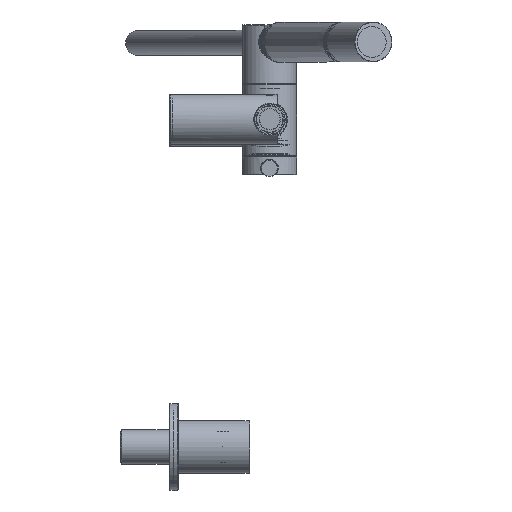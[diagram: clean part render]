
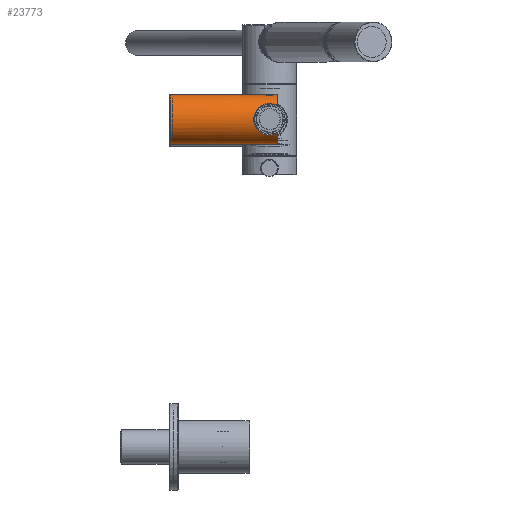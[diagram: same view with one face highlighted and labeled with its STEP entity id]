
A CAD part, top view. The second image highlights one B-rep face of the part: STEP entity #23773.
In plain terms, the highlighted cylindrical face has radius 15 mm (diameter 30 mm), a full revolution.
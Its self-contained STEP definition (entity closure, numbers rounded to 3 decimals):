
#3865=CIRCLE('',#25282,15.);
#3866=CIRCLE('',#25283,15.);
#3867=CIRCLE('',#25284,15.);
#4675=ORIENTED_EDGE('',*,*,#10711,.F.);
#4676=ORIENTED_EDGE('',*,*,#10712,.T.);
#4677=ORIENTED_EDGE('',*,*,#10713,.T.);
#4678=ORIENTED_EDGE('',*,*,#10714,.T.);
#4679=ORIENTED_EDGE('',*,*,#10715,.T.);
#4680=ORIENTED_EDGE('',*,*,#10716,.T.);
#10711=EDGE_CURVE('',#13729,#13729,#15780,.T.);
#10712=EDGE_CURVE('',#13730,#13731,#15781,.T.);
#10713=EDGE_CURVE('',#13731,#13732,#3865,.T.);
#10714=EDGE_CURVE('',#13732,#13733,#15782,.T.);
#10715=EDGE_CURVE('',#13733,#13730,#3866,.T.);
#10716=EDGE_CURVE('',#13734,#13734,#3867,.F.);
#13729=VERTEX_POINT('',#32951);
#13730=VERTEX_POINT('',#32971);
#13731=VERTEX_POINT('',#32972);
#13732=VERTEX_POINT('',#32974);
#13733=VERTEX_POINT('',#32994);
#13734=VERTEX_POINT('',#32997);
#15780=B_SPLINE_CURVE_WITH_KNOTS('',3,(#32939,#32940,#32941,#32942,#32943,
#32944,#32945,#32946,#32947,#32948,#32949,#32950),.UNSPECIFIED.,.T.,.F.,
(1,1,1,1,1,1,1,1,1,1,1,1,1,1,1,1),(-0.005,-0.004,
-0.002,0.,0.002,0.004,0.006,
0.008,0.01,0.011,0.012,
0.014,0.016,0.017,0.019,
0.021),.UNSPECIFIED.);
#15781=B_SPLINE_CURVE_WITH_KNOTS('',3,(#32952,#32953,#32954,#32955,#32956,
#32957,#32958,#32959,#32960,#32961,#32962,#32963,#32964,#32965,#32966,#32967,
#32968,#32969,#32970),.UNSPECIFIED.,.F.,.F.,(4,1,1,1,1,1,1,1,1,1,1,1,1,
1,1,1,4),(0.,0.003,0.005,0.008,
0.01,0.013,0.016,0.018,
0.021,0.023,0.026,0.029,
0.031,0.034,0.036,0.039,
0.041),.UNSPECIFIED.);
#15782=B_SPLINE_CURVE_WITH_KNOTS('',3,(#32975,#32976,#32977,#32978,#32979,
#32980,#32981,#32982,#32983,#32984,#32985,#32986,#32987,#32988,#32989,#32990,
#32991,#32992,#32993),.UNSPECIFIED.,.F.,.F.,(4,1,1,1,1,1,1,1,1,1,1,1,1,
1,1,1,4),(0.,0.003,0.005,0.008,
0.01,0.013,0.016,0.018,
0.021,0.023,0.026,0.029,
0.031,0.034,0.036,0.039,
0.042),.UNSPECIFIED.);
#16608=EDGE_LOOP('',(#4675));
#16609=EDGE_LOOP('',(#4676,#4677,#4678,#4679));
#16610=EDGE_LOOP('',(#4680));
#18444=FACE_BOUND('',#16608,.T.);
#18445=FACE_BOUND('',#16609,.T.);
#18446=FACE_BOUND('',#16610,.T.);
#20289=CYLINDRICAL_SURFACE('',#25281,15.);
#23773=ADVANCED_FACE('',(#18444,#18445,#18446),#20289,.T.);
#25281=AXIS2_PLACEMENT_3D('',#32938,#27447,#27448);
#25282=AXIS2_PLACEMENT_3D('',#32973,#27449,#27450);
#25283=AXIS2_PLACEMENT_3D('',#32995,#27451,#27452);
#25284=AXIS2_PLACEMENT_3D('',#32996,#27453,#27454);
#27447=DIRECTION('',(-1.,0.,0.));
#27448=DIRECTION('',(0.,0.,1.));
#27449=DIRECTION('',(-1.,0.,0.));
#27450=DIRECTION('',(0.,0.,1.));
#27451=DIRECTION('',(-1.,0.,0.));
#27452=DIRECTION('',(0.,0.,1.));
#27453=DIRECTION('',(-1.,0.,0.));
#27454=DIRECTION('',(0.,0.,1.));
#32938=CARTESIAN_POINT('',(65.,0.,0.));
#32939=CARTESIAN_POINT('',(60.045,-2.611,-14.767));
#32940=CARTESIAN_POINT('',(58.082,-1.942,-14.894));
#32941=CARTESIAN_POINT('',(57.125,-0.046,-15.051));
#32942=CARTESIAN_POINT('',(58.019,1.89,-14.903));
#32943=CARTESIAN_POINT('',(59.96,2.608,-14.766));
#32944=CARTESIAN_POINT('',(61.916,1.94,-14.895));
#32945=CARTESIAN_POINT('',(62.711,0.376,-15.023));
#32946=CARTESIAN_POINT('',(62.437,-0.934,-14.98));
#32947=CARTESIAN_POINT('',(61.656,-2.,-14.879));
#32948=CARTESIAN_POINT('',(60.045,-2.611,-14.767));
#32949=CARTESIAN_POINT('',(58.082,-1.942,-14.894));
#32950=CARTESIAN_POINT('',(57.125,-0.046,-15.051));
#32951=CARTESIAN_POINT('',(58.25,-1.737,-14.899));
#32952=CARTESIAN_POINT('',(64.8,12.527,8.25));
#32953=CARTESIAN_POINT('',(64.098,12.251,8.67));
#32954=CARTESIAN_POINT('',(62.587,11.756,9.329));
#32955=CARTESIAN_POINT('',(60.02,11.44,9.7));
#32956=CARTESIAN_POINT('',(57.439,11.748,9.339));
#32957=CARTESIAN_POINT('',(55.159,12.494,8.347));
#32958=CARTESIAN_POINT('',(53.249,13.393,6.848));
#32959=CARTESIAN_POINT('',(51.763,14.235,4.905));
#32960=CARTESIAN_POINT('',(50.789,14.844,2.604));
#32961=CARTESIAN_POINT('',(50.433,15.076,0.006));
#32962=CARTESIAN_POINT('',(50.777,14.852,-2.554));
#32963=CARTESIAN_POINT('',(51.75,14.242,-4.888));
#32964=CARTESIAN_POINT('',(53.24,13.398,-6.839));
#32965=CARTESIAN_POINT('',(55.148,12.498,-8.34));
#32966=CARTESIAN_POINT('',(57.428,11.751,-9.335));
#32967=CARTESIAN_POINT('',(60.003,11.441,-9.699));
#32968=CARTESIAN_POINT('',(62.572,11.751,-9.335));
#32969=CARTESIAN_POINT('',(64.096,12.25,-8.671));
#32970=CARTESIAN_POINT('',(64.8,12.527,-8.25));
#32971=CARTESIAN_POINT('',(64.8,12.527,8.25));
#32972=CARTESIAN_POINT('',(64.8,12.527,-8.25));
#32973=CARTESIAN_POINT('',(64.8,0.,0.));
#32974=CARTESIAN_POINT('',(64.8,-12.527,-8.25));
#32975=CARTESIAN_POINT('',(64.8,-12.527,-8.25));
#32976=CARTESIAN_POINT('',(64.096,-12.25,-8.671));
#32977=CARTESIAN_POINT('',(62.571,-11.751,-9.335));
#32978=CARTESIAN_POINT('',(60.002,-11.441,-9.699));
#32979=CARTESIAN_POINT('',(57.427,-11.751,-9.335));
#32980=CARTESIAN_POINT('',(55.147,-12.498,-8.34));
#32981=CARTESIAN_POINT('',(53.239,-13.398,-6.838));
#32982=CARTESIAN_POINT('',(51.75,-14.243,-4.888));
#32983=CARTESIAN_POINT('',(50.777,-14.852,-2.553));
#32984=CARTESIAN_POINT('',(50.433,-15.076,0.007));
#32985=CARTESIAN_POINT('',(50.79,-14.843,2.605));
#32986=CARTESIAN_POINT('',(51.764,-14.234,4.906));
#32987=CARTESIAN_POINT('',(53.25,-13.392,6.849));
#32988=CARTESIAN_POINT('',(55.16,-12.493,8.348));
#32989=CARTESIAN_POINT('',(57.444,-11.748,9.339));
#32990=CARTESIAN_POINT('',(60.015,-11.44,9.699));
#32991=CARTESIAN_POINT('',(62.587,-11.755,9.33));
#32992=CARTESIAN_POINT('',(64.097,-12.251,8.67));
#32993=CARTESIAN_POINT('',(64.8,-12.527,8.25));
#32994=CARTESIAN_POINT('',(64.8,-12.527,8.25));
#32995=CARTESIAN_POINT('',(64.8,0.,0.));
#32996=CARTESIAN_POINT('',(0.2,0.,0.));
#32997=CARTESIAN_POINT('',(0.2,0.,15.));
